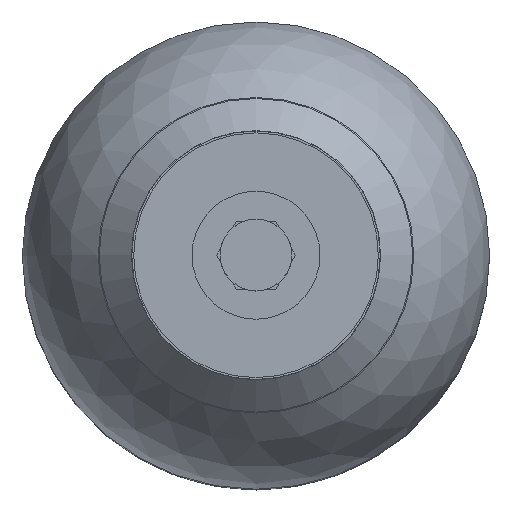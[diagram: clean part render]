
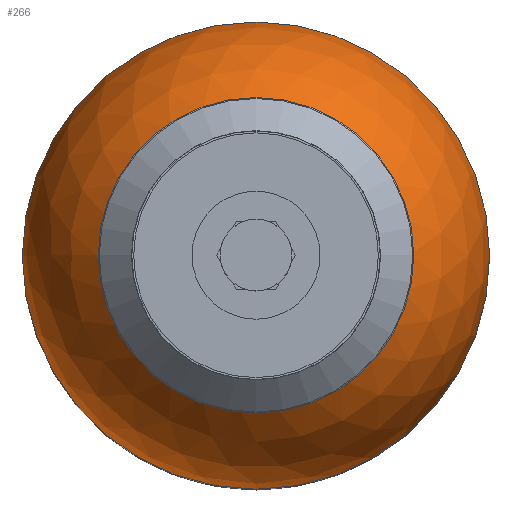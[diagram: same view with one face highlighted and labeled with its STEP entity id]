
A CAD part, top view. The second image highlights one B-rep face of the part: STEP entity #266.
In plain terms, the highlighted spherical face has radius 109.55 mm.
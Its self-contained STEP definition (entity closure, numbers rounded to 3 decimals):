
#266 = ADVANCED_FACE( '', ( #744, #745 ), #746, .T. );
#744 = FACE_OUTER_BOUND( '', #1495, .T. );
#745 = FACE_OUTER_BOUND( '', #1496, .T. );
#746 = SPHERICAL_SURFACE( '', #1497, 109.55 );
#1495 = EDGE_LOOP( '', ( #2308 ) );
#1496 = EDGE_LOOP( '', ( #2309 ) );
#1497 = AXIS2_PLACEMENT_3D( '', #2310, #2311, #2312 );
#2308 = ORIENTED_EDGE( '', *, *, #4799, .T. );
#2309 = ORIENTED_EDGE( '', *, *, #4823, .F. );
#2310 = CARTESIAN_POINT( '', ( 0., 0., 132.288 ) );
#2311 = DIRECTION( '', ( 0., 0., -1. ) );
#2312 = DIRECTION( '', ( -1., 0., 0. ) );
#4799 = EDGE_CURVE( '', #5533, #5533, #5534, .T. );
#4823 = EDGE_CURVE( '', #5576, #5576, #5577, .T. );
#5533 = VERTEX_POINT( '', #6585 );
#5534 = CIRCLE( '', #6586, 30. );
#5576 = VERTEX_POINT( '', #6749 );
#5577 = CIRCLE( '', #6750, 109.55 );
#6585 = CARTESIAN_POINT( '', ( -30., 0., 237.65 ) );
#6586 = AXIS2_PLACEMENT_3D( '', #9820, #9821, #9822 );
#6749 = CARTESIAN_POINT( '', ( -109.55, 0., 132.288 ) );
#6750 = AXIS2_PLACEMENT_3D( '', #9856, #9857, #9858 );
#9820 = CARTESIAN_POINT( '', ( 0., 0., 237.65 ) );
#9821 = DIRECTION( '', ( 0., 0., -1. ) );
#9822 = DIRECTION( '', ( -1., 0., 0. ) );
#9856 = CARTESIAN_POINT( '', ( 0., 0., 132.288 ) );
#9857 = DIRECTION( '', ( 0., 0., -1. ) );
#9858 = DIRECTION( '', ( -1., 0., 0. ) );
